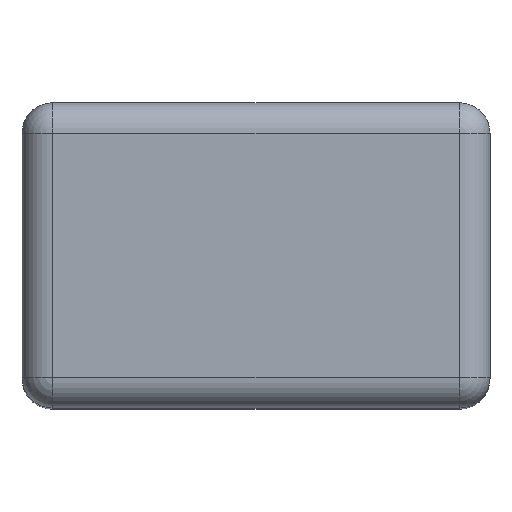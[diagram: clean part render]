
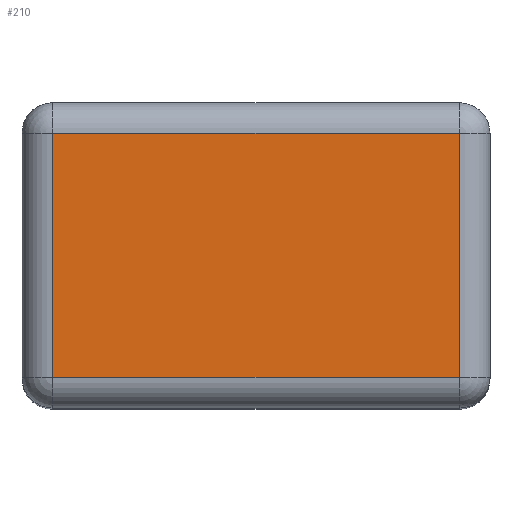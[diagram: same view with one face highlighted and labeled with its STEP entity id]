
A CAD part, top view. The second image highlights one B-rep face of the part: STEP entity #210.
In plain terms, the highlighted planar face has unit normal (0, 0, 1).
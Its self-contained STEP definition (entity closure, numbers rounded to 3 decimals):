
#13=DIRECTION('',(0.,0.,1.));
#34=VECTOR('',#35,1.);
#35=DIRECTION('',(0.,1.,0.));
#44=VECTOR('',#45,1.);
#45=DIRECTION('',(-0.,-1.,-0.));
#48=DIRECTION('',(1.,0.,0.));
#79=VERTEX_POINT('',#80);
#80=CARTESIAN_POINT('',(-0.75,1.2,7.));
#88=VERTEX_POINT('',#89);
#89=CARTESIAN_POINT('',(-0.75,-1.2,7.));
#93=EDGE_CURVE('',#79,#88,#94,.T.);
#94=LINE('',#80,#44);
#106=VECTOR('',#48,1.);
#210=ADVANCED_FACE('',(#211),#229,.T.);
#211=FACE_BOUND('',#212,.T.);
#212=EDGE_LOOP('',(#213,#220,#221,#226));
#213=ORIENTED_EDGE('',*,*,#214,.T.);
#214=EDGE_CURVE('',#215,#79,#217,.T.);
#215=VERTEX_POINT('',#216);
#216=CARTESIAN_POINT('',(3.25,1.2,7.));
#217=LINE('',#216,#218);
#218=VECTOR('',#219,1.);
#219=DIRECTION('',(-1.,-0.,-0.));
#220=ORIENTED_EDGE('',*,*,#93,.T.);
#221=ORIENTED_EDGE('',*,*,#222,.T.);
#222=EDGE_CURVE('',#88,#223,#225,.T.);
#223=VERTEX_POINT('',#224);
#224=CARTESIAN_POINT('',(3.25,-1.2,7.));
#225=LINE('',#89,#106);
#226=ORIENTED_EDGE('',*,*,#227,.T.);
#227=EDGE_CURVE('',#223,#215,#228,.T.);
#228=LINE('',#224,#34);
#229=PLANE('',#230);
#230=AXIS2_PLACEMENT_3D('',#231,#13,#48);
#231=CARTESIAN_POINT('',(-1.05,-1.5,7.));
